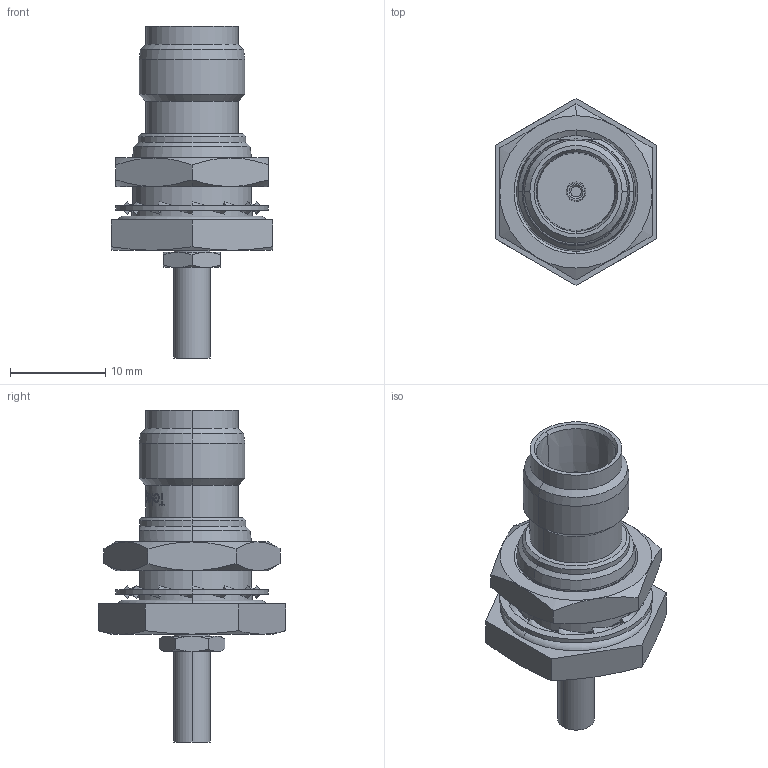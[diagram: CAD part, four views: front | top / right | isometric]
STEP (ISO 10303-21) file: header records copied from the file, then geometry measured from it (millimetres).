
FILE_DESCRIPTION (( 'STEP AP214' ), '1' );
FILE_NAME ('J01013B0008.STEP', '2013-09-27T12:55:22', ( 'Wartung1' ), ( '' ), 'SwSTEP 2.0', 'SolidWorks 2013', '' );
FILE_SCHEMA (( 'AUTOMOTIVE_DESIGN' ));
Length unit declared in the file: millimetre
Products named in the file (1): J01013B0008
Bounding box: 17 x 19.63 x 34.85 mm (x, y, z)
Volume: 2889.2 mm3; surface area: 2669.6 mm2
Topology: 3 solids, 3 shells, 380 faces, 972 edges, 628 vertices
Faces by surface type: plane 132, bspline 119, cylinder 65, cone 60, torus 4
Entity records: 21733 total; most frequent: CARTESIAN_POINT 9279, ORIENTED_EDGE 1944, DIRECTION 1309, EDGE_CURVE 972, VERTEX_POINT 628, AXIS2_PLACEMENT_3D 471, EDGE_LOOP 416, B_SPLINE_CURVE_WITH_KNOTS 384
